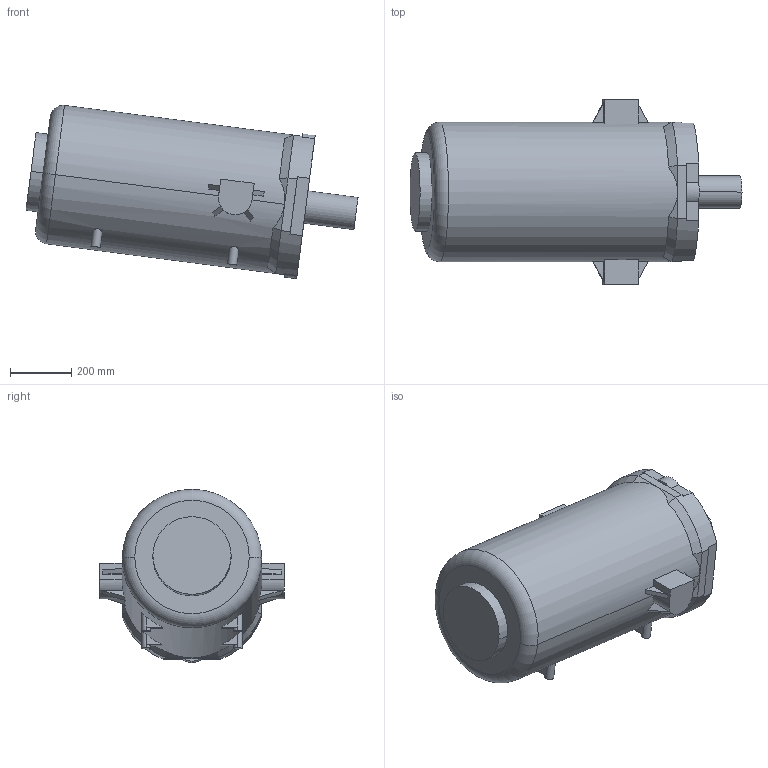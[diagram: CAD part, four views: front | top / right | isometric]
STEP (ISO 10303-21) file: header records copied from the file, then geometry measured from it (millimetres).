
FILE_DESCRIPTION (( 'STEP AP203' ), '1' );
FILE_NAME ('T301_F_Predeterminado_sldprt.STEP', '2021-03-03T16:29:19', ( '' ), ( '' ), 'SwSTEP 2.0', 'SolidWorks 2020', '' );
FILE_SCHEMA (( 'CONFIG_CONTROL_DESIGN' ));
Length unit declared in the file: millimetre
Products named in the file (1): T301_F_Predeterminado_sldprt
Bounding box: 1084.98 x 604 x 566.38 mm (x, y, z)
Volume: 144327496.1 mm3; surface area: 1944254.5 mm2
Topology: 1 solids, 1 shells, 110 faces, 271 edges, 170 vertices
Faces by surface type: plane 79, cylinder 25, cone 4, torus 2
Entity records: 3622 total; most frequent: CARTESIAN_POINT 984, ORIENTED_EDGE 542, DIRECTION 533, EDGE_CURVE 271, AXIS2_PLACEMENT_3D 189, VERTEX_POINT 170, LINE 155, VECTOR 155
